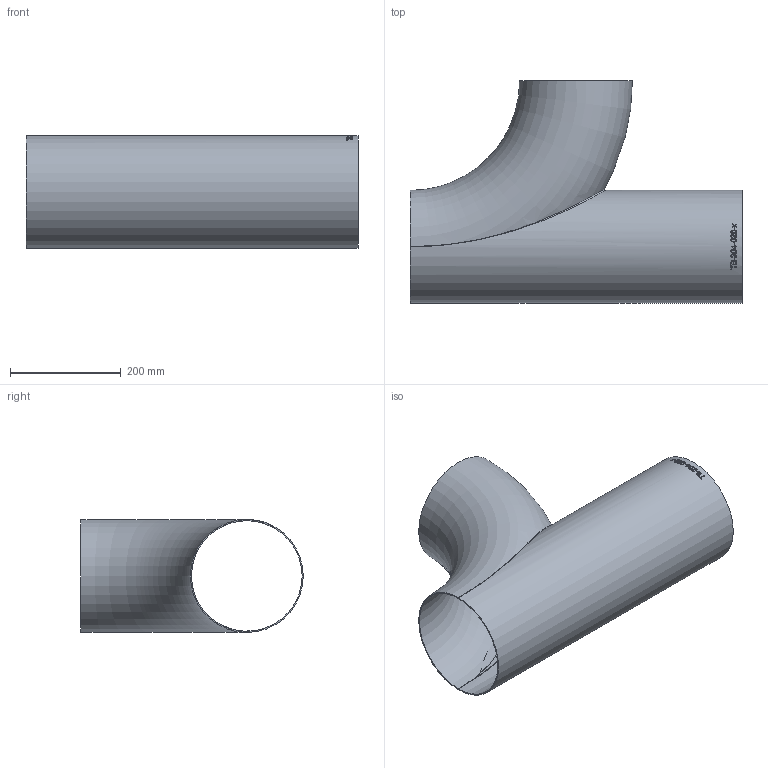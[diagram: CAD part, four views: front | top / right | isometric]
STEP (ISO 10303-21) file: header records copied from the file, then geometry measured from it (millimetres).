
FILE_DESCRIPTION (( 'STEP AP214' ), '1' );
FILE_NAME ('TB-204-020-x T-Bogen 2005.STEP', '2020-05-19T07:34:53', ( '' ), ( '' ), 'SwSTEP 2.0', 'SolidWorks 2019', '' );
FILE_SCHEMA (( 'AUTOMOTIVE_DESIGN' ));
Length unit declared in the file: millimetre
Products named in the file (1): TB-204-020-x T-Bogen 2005
Bounding box: 600 x 402 x 204 mm (x, y, z)
Volume: 998829.8 mm3; surface area: 999075.6 mm2
Topology: 1 solids, 1 shells, 154 faces, 401 edges, 261 vertices
Faces by surface type: bspline 78, plane 54, cylinder 20, torus 2
Full cylindrical faces by diameter (mm): 200 x1, 204 x1
Entity records: 26675 total; most frequent: CARTESIAN_POINT 22087, ORIENTED_EDGE 768, EDGE_CURVE 384, DIRECTION 372, VERTEX_POINT 256, B_SPLINE_CURVE_WITH_KNOTS 234, EDGE_LOOP 176, FACE_OUTER_BOUND 155
